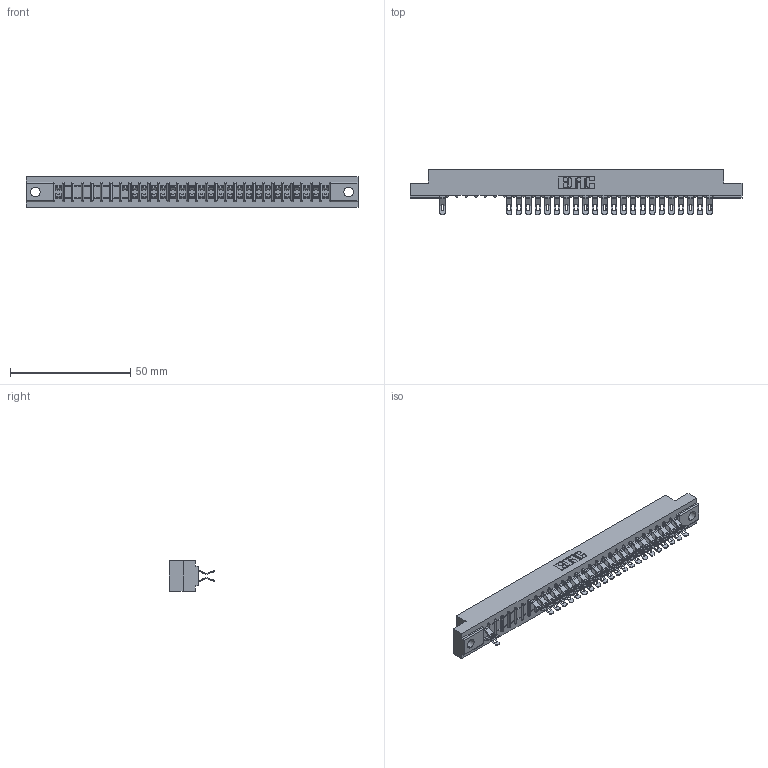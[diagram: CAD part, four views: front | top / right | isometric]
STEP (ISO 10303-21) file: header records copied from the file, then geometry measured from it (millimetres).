
FILE_DESCRIPTION (( 'STEP AP203' ), '1' );
FILE_NAME ('307-058-555-202.STEP', '2018-08-06T07:44:16', ( '' ), ( '' ), 'SwSTEP 2.0', 'SolidWorks 2016', '' );
FILE_SCHEMA (( 'CONFIG_CONTROL_DESIGN' ));
Length unit declared in the file: inch
Products named in the file (3): 307 Part_.128 Dia Mounting Holes; 307-290-001_555; 307-058-555-202
Assembly tree (46 placements, depth 2):
  307-058-555-202
    307 Part_.128 Dia Mounting Holes
    307-290-001_555  x45
Bounding box: 137.92 x 18.75 x 12.7 mm (x, y, z)
Volume: 14452.1 mm3; surface area: 16861.2 mm2
Topology: 46 solids, 46 shells, 3023 faces, 8884 edges, 5780 vertices
Faces by surface type: plane 1678, cylinder 1285, sphere 60
Entity records: 27515 total; most frequent: CARTESIAN_POINT 4564, ORIENTED_EDGE 4536, DIRECTION 4470, EDGE_CURVE 2268, VECTOR 1722, LINE 1722, VERTEX_POINT 1468, AXIS2_PLACEMENT_3D 1374
